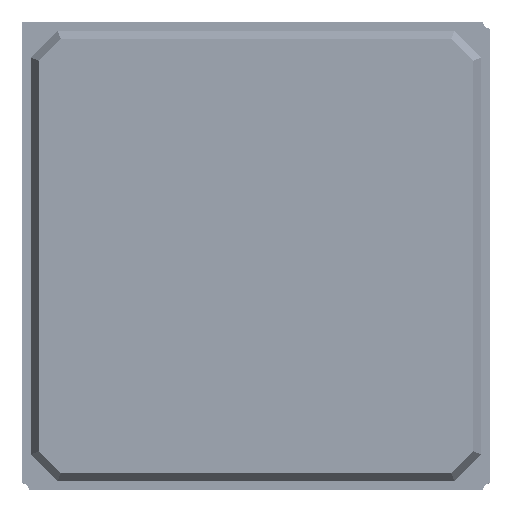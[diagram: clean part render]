
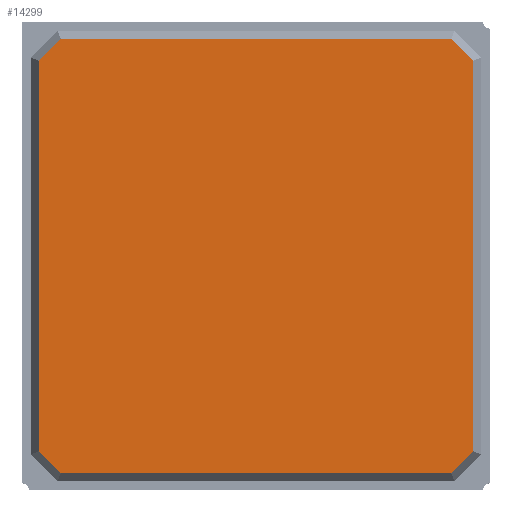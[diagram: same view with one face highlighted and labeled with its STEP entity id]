
A CAD part, top view. The second image highlights one B-rep face of the part: STEP entity #14299.
In plain terms, the highlighted planar face has unit normal (0, 0, 1).
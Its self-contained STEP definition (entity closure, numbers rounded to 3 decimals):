
#4655=FACE_OUTER_BOUND($,#5835,.T.);
#5835=EDGE_LOOP($,(#10720,#10721,#10722,#10723,#10724,#10725,#10726,#10727));
#8160=LINE($,#29485,#8214);
#8163=LINE($,#29491,#8217);
#8166=LINE($,#29497,#8220);
#8169=LINE($,#29503,#8223);
#8172=LINE($,#29509,#8226);
#8175=LINE($,#29515,#8229);
#8178=LINE($,#29521,#8232);
#8181=LINE($,#29525,#8235);
#8214=VECTOR($,#22435,2.326);
#8217=VECTOR($,#22440,29.198);
#8220=VECTOR($,#22445,2.326);
#8223=VECTOR($,#22450,29.198);
#8226=VECTOR($,#22455,2.326);
#8229=VECTOR($,#22460,29.198);
#8232=VECTOR($,#22465,2.326);
#8235=VECTOR($,#22470,29.198);
#8268=VERTEX_POINT($,#29482);
#8269=VERTEX_POINT($,#29484);
#8271=VERTEX_POINT($,#29490);
#8273=VERTEX_POINT($,#29496);
#8275=VERTEX_POINT($,#29502);
#8277=VERTEX_POINT($,#29508);
#8279=VERTEX_POINT($,#29514);
#8281=VERTEX_POINT($,#29520);
#9464=EDGE_CURVE($,#8269,#8268,#8160,.F.);
#9467=EDGE_CURVE($,#8271,#8269,#8163,.F.);
#9470=EDGE_CURVE($,#8273,#8271,#8166,.F.);
#9473=EDGE_CURVE($,#8275,#8273,#8169,.F.);
#9476=EDGE_CURVE($,#8277,#8275,#8172,.F.);
#9479=EDGE_CURVE($,#8279,#8277,#8175,.F.);
#9482=EDGE_CURVE($,#8281,#8279,#8178,.F.);
#9485=EDGE_CURVE($,#8268,#8281,#8181,.F.);
#10720=ORIENTED_EDGE($,*,*,#9485,.T.);
#10721=ORIENTED_EDGE($,*,*,#9482,.T.);
#10722=ORIENTED_EDGE($,*,*,#9479,.T.);
#10723=ORIENTED_EDGE($,*,*,#9476,.T.);
#10724=ORIENTED_EDGE($,*,*,#9473,.T.);
#10725=ORIENTED_EDGE($,*,*,#9470,.T.);
#10726=ORIENTED_EDGE($,*,*,#9467,.T.);
#10727=ORIENTED_EDGE($,*,*,#9464,.T.);
#13125=PLANE($,#18942);
#14299=ADVANCED_FACE($,(#4655),#13125,.F.);
#18942=AXIS2_PLACEMENT_3D($,#29527,#22473,#22474);
#22435=DIRECTION($,(-0.707,-0.707,0.));
#22440=DIRECTION($,(-1.,0.,0.));
#22445=DIRECTION($,(-0.707,0.707,0.));
#22450=DIRECTION($,(0.,1.,0.));
#22455=DIRECTION($,(0.707,0.707,0.));
#22460=DIRECTION($,(1.,0.,0.));
#22465=DIRECTION($,(0.707,-0.707,0.));
#22470=DIRECTION($,(0.,-1.,0.));
#22473=DIRECTION('center_axis',(0.,0.,
-1.));
#22474=DIRECTION('ref_axis',(0.,-1.,0.));
#29482=CARTESIAN_POINT('',(16.244,-14.599,2.9));
#29484=CARTESIAN_POINT('',(14.599,-16.244,2.9));
#29485=CARTESIAN_POINT($,(21.621,-9.221,2.9));
#29490=CARTESIAN_POINT('',(-14.599,-16.244,2.9));
#29491=CARTESIAN_POINT($,(10.717,-16.244,2.9));
#29496=CARTESIAN_POINT('',(-16.244,-14.599,2.9));
#29497=CARTESIAN_POINT($,(-16.971,-13.871,2.9));
#29502=CARTESIAN_POINT('',(-16.244,14.599,2.9));
#29503=CARTESIAN_POINT($,(-16.244,2.782,2.9));
#29508=CARTESIAN_POINT('',(-14.599,16.244,2.9));
#29509=CARTESIAN_POINT($,(-8.121,22.721,2.9));
#29514=CARTESIAN_POINT('',(14.599,16.244,2.9));
#29515=CARTESIAN_POINT($,(10.717,16.244,2.9));
#29520=CARTESIAN_POINT('',(16.244,14.599,2.9));
#29521=CARTESIAN_POINT($,(14.971,15.871,2.9));
#29525=CARTESIAN_POINT($,(16.244,2.782,2.9));
#29527=CARTESIAN_POINT('Origin',(11.5,15.5,2.9));
